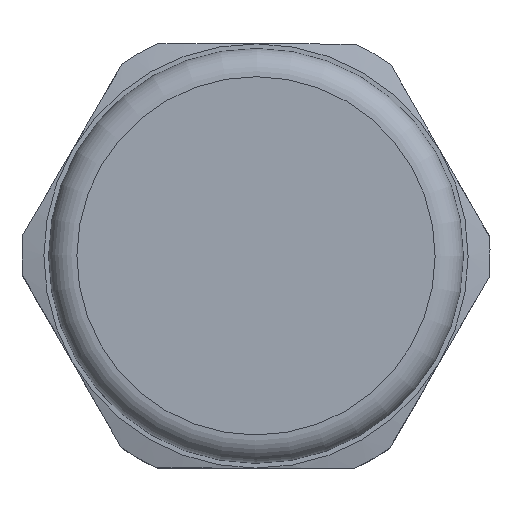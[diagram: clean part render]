
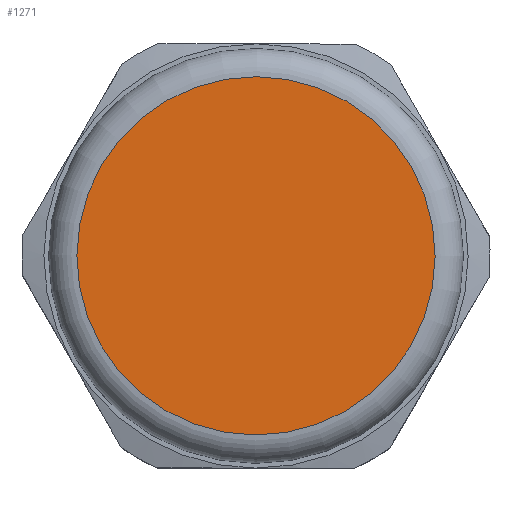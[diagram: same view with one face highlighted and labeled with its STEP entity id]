
A CAD part, top view. The second image highlights one B-rep face of the part: STEP entity #1271.
In plain terms, the highlighted planar face has unit normal (0, 0, 1).
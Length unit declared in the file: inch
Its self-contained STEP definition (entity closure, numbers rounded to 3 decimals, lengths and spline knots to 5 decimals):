
#1255=CARTESIAN_POINT('',(1.31003,-0.0038,1.95531));
#1256=DIRECTION('',(0.0,0.0,1.0));
#1257=DIRECTION('',(1.,-0.003,0.0));
#1258=AXIS2_PLACEMENT_3D('',#1255,#1256,#1257);
#1259=PLANE('',#1258);
#1260=CARTESIAN_POINT('',(1.49606,-0.00434,1.95531));
#1261=VERTEX_POINT('',#1260);
#1262=CARTESIAN_POINT('',(0.,0.,1.95531));
#1263=DIRECTION('',(0.0,0.0,1.0));
#1264=DIRECTION('',(1.,-0.003,0.0));
#1265=AXIS2_PLACEMENT_3D('',#1262,#1263,#1264);
#1266=CIRCLE('',#1265,1.49606);
#1267=EDGE_CURVE('',#1261,#1261,#1266,.T.);
#1268=ORIENTED_EDGE('',*,*,#1267,.T.);
#1269=EDGE_LOOP('',(#1268));
#1270=FACE_OUTER_BOUND('',#1269,.T.);
#1271=ADVANCED_FACE('',(#1270),#1259,.T.);
